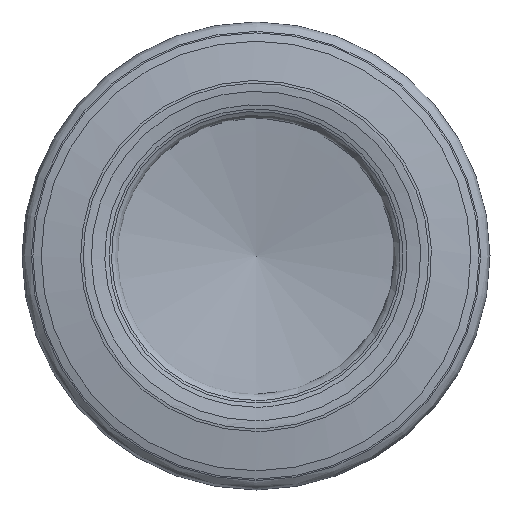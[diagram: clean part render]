
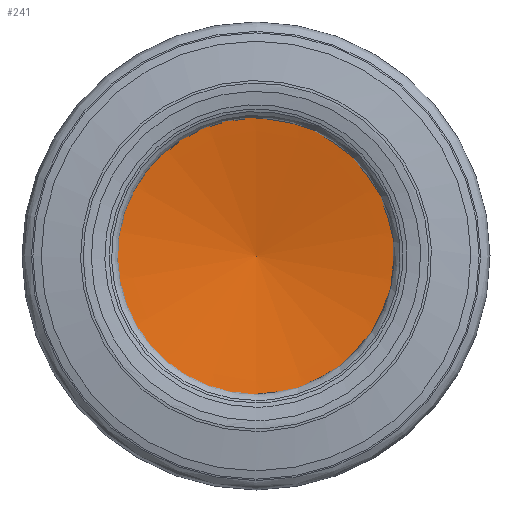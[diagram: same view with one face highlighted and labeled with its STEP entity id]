
A CAD part, left-side view. The second image highlights one B-rep face of the part: STEP entity #241.
In plain terms, the highlighted conical face has half-angle 80.39 degrees and reference radius 25.35 mm.
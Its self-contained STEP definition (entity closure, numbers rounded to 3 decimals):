
#135=VERTEX_LOOP('',#445);
#139=CONICAL_SURFACE('',#592,25.35,80.39);
#172=FACE_BOUND('',#297,.T.);
#173=FACE_BOUND('',#135,.T.);
#241=ADVANCED_FACE('',(#172,#173),#139,.F.);
#297=EDGE_LOOP('',(#377));
#377=ORIENTED_EDGE('',*,*,#485,.F.);
#444=VERTEX_POINT('',#822);
#445=VERTEX_POINT('',#824);
#485=EDGE_CURVE('',#444,#444,#525,.T.);
#525=CIRCLE('',#590,25.35);
#590=AXIS2_PLACEMENT_3D('',#821,#678,#679);
#592=AXIS2_PLACEMENT_3D('',#825,#682,#683);
#678=DIRECTION('',(1.,0.,0.));
#679=DIRECTION('',(0.,0.,1.));
#682=DIRECTION('',(-1.,0.,0.));
#683=DIRECTION('',(0.,0.,1.));
#821=CARTESIAN_POINT('',(1.1,0.,0.));
#822=CARTESIAN_POINT('',(1.1,0.,25.35));
#824=CARTESIAN_POINT('',(5.392,0.,0.));
#825=CARTESIAN_POINT('',(1.1,0.,0.));
